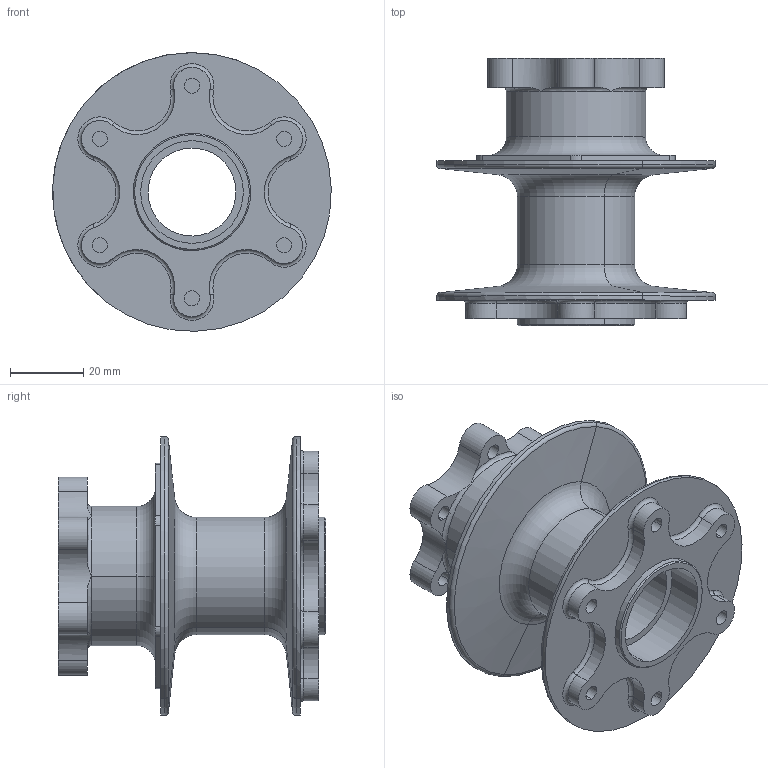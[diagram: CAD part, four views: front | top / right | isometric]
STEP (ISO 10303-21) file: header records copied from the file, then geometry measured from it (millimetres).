
FILE_DESCRIPTION(('CATIA V5 STEP Exchange'),'2;1');
FILE_NAME('Moyeu_arriere.stp','2019-03-02T16:37:17+00:00',('none'),('none'),'CATIA Version 5 Release 19 GA (IN-10)','CATIA V5 STEP AP203','none');
FILE_SCHEMA(('CONFIG_CONTROL_DESIGN'));
Length unit declared in the file: millimetre
Products named in the file (1): Moyeu_arriere
Bounding box: 75.98 x 73 x 75.99 mm (x, y, z)
Volume: 60191.4 mm3; surface area: 32321.1 mm2
Topology: 1 solids, 1 shells, 141 faces, 368 edges, 238 vertices
Faces by surface type: cylinder 76, torus 30, plane 29, cone 6
Entity records: 4099 total; most frequent: CARTESIAN_POINT 787, ORIENTED_EDGE 736, DIRECTION 542, EDGE_CURVE 368, AXIS2_PLACEMENT_3D 347, CIRCLE 250, VERTEX_POINT 238, EDGE_LOOP 164
